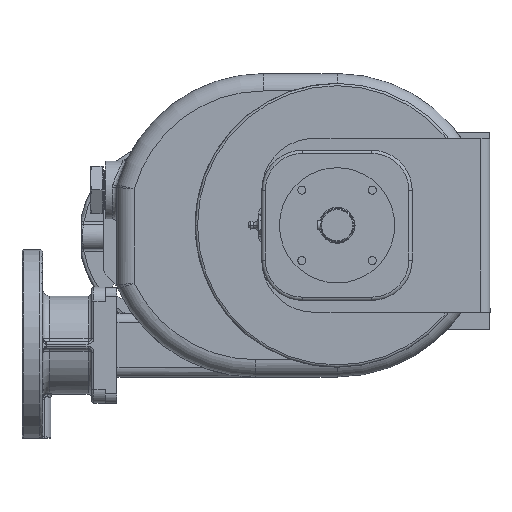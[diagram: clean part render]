
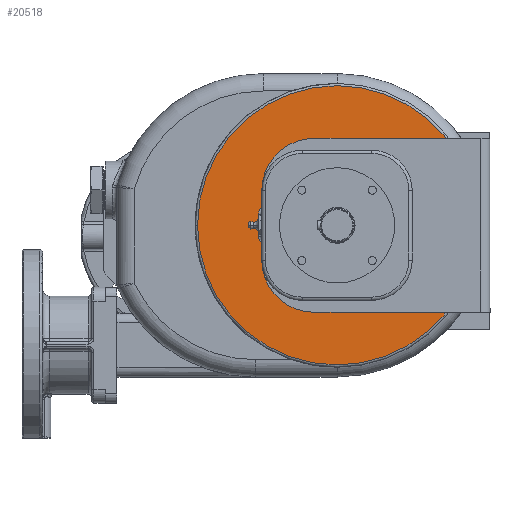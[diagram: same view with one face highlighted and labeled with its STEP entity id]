
A CAD part, left-side view. The second image highlights one B-rep face of the part: STEP entity #20518.
In plain terms, the highlighted planar face has unit normal (-1, 0, 0).
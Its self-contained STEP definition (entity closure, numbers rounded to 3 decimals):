
#2319=CARTESIAN_POINT('',(-77.5,132.,0.));
#2320=DIRECTION('',(1.,0.,0.));
#2321=DIRECTION('',(0.,1.,0.));
#2322=AXIS2_PLACEMENT_3D('',#2319,#2320,#2321);
#2324=CARTESIAN_POINT('',(-77.5,132.,0.));
#2325=DIRECTION('',(1.,0.,0.));
#2326=DIRECTION('',(0.,-1.,0.));
#2327=AXIS2_PLACEMENT_3D('',#2324,#2325,#2326);
#2329=DIRECTION('',(0.,0.,-1.));
#2330=VECTOR('',#2329,19.);
#2331=CARTESIAN_POINT('',(-77.5,200.,9.5));
#2332=LINE('',#2331,#2330);
#2333=CARTESIAN_POINT('',(-77.5,194.,-9.5));
#2334=DIRECTION('',(-1.,0.,0.));
#2335=DIRECTION('',(0.,1.,0.));
#2336=AXIS2_PLACEMENT_3D('',#2333,#2334,#2335);
#2338=DIRECTION('',(0.,-1.,0.));
#2339=VECTOR('',#2338,10.304);
#2340=CARTESIAN_POINT('',(-77.5,194.,-15.5));
#2341=LINE('',#2340,#2339);
#2342=CARTESIAN_POINT('',(-77.5,132.,0.));
#2343=DIRECTION('',(-1.,0.,0.));
#2344=DIRECTION('',(0.,0.958,-0.287));
#2345=AXIS2_PLACEMENT_3D('',#2342,#2343,#2344);
#2347=DIRECTION('',(0.,0.,-1.));
#2348=VECTOR('',#2347,8.627);
#2349=CARTESIAN_POINT('',(-77.5,140.,-53.373));
#2350=LINE('',#2349,#2348);
#2351=CARTESIAN_POINT('',(-77.5,134.,-62.));
#2352=DIRECTION('',(-1.,0.,0.));
#2353=DIRECTION('',(0.,1.,0.));
#2354=AXIS2_PLACEMENT_3D('',#2351,#2352,#2353);
#2356=DIRECTION('',(0.,-1.,0.));
#2357=VECTOR('',#2356,4.);
#2358=CARTESIAN_POINT('',(-77.5,134.,-68.));
#2359=LINE('',#2358,#2357);
#2360=CARTESIAN_POINT('',(-77.5,130.,-62.));
#2361=DIRECTION('',(-1.,0.,0.));
#2362=DIRECTION('',(0.,0.,-1.));
#2363=AXIS2_PLACEMENT_3D('',#2360,#2361,#2362);
#2365=DIRECTION('',(0.,0.,1.));
#2366=VECTOR('',#2365,8.627);
#2367=CARTESIAN_POINT('',(-77.5,124.,-62.));
#2368=LINE('',#2367,#2366);
#2369=CARTESIAN_POINT('',(-77.5,132.,0.));
#2370=DIRECTION('',(-1.,0.,0.));
#2371=DIRECTION('',(0.,-0.148,-0.989));
#2372=AXIS2_PLACEMENT_3D('',#2369,#2370,#2371);
#2374=DIRECTION('',(0.,-1.,0.));
#2375=VECTOR('',#2374,10.304);
#2376=CARTESIAN_POINT('',(-77.5,80.304,-15.5));
#2377=LINE('',#2376,#2375);
#2378=CARTESIAN_POINT('',(-77.5,70.,-9.5));
#2379=DIRECTION('',(-1.,0.,0.));
#2380=DIRECTION('',(0.,0.,-1.));
#2381=AXIS2_PLACEMENT_3D('',#2378,#2379,#2380);
#2383=DIRECTION('',(0.,0.,1.));
#2384=VECTOR('',#2383,19.);
#2385=CARTESIAN_POINT('',(-77.5,64.,-9.5));
#2386=LINE('',#2385,#2384);
#2387=CARTESIAN_POINT('',(-77.5,70.,9.5));
#2388=DIRECTION('',(-1.,0.,0.));
#2389=DIRECTION('',(0.,-1.,0.));
#2390=AXIS2_PLACEMENT_3D('',#2387,#2388,#2389);
#2392=DIRECTION('',(0.,1.,0.));
#2393=VECTOR('',#2392,10.304);
#2394=CARTESIAN_POINT('',(-77.5,70.,15.5));
#2395=LINE('',#2394,#2393);
#2396=CARTESIAN_POINT('',(-77.5,132.,0.));
#2397=DIRECTION('',(-1.,0.,0.));
#2398=DIRECTION('',(0.,-0.958,0.287));
#2399=AXIS2_PLACEMENT_3D('',#2396,#2397,#2398);
#2401=DIRECTION('',(0.,0.,1.));
#2402=VECTOR('',#2401,8.627);
#2403=CARTESIAN_POINT('',(-77.5,124.,53.373));
#2404=LINE('',#2403,#2402);
#2405=CARTESIAN_POINT('',(-77.5,130.,62.));
#2406=DIRECTION('',(-1.,0.,0.));
#2407=DIRECTION('',(0.,-1.,0.));
#2408=AXIS2_PLACEMENT_3D('',#2405,#2406,#2407);
#2410=DIRECTION('',(0.,1.,0.));
#2411=VECTOR('',#2410,4.);
#2412=CARTESIAN_POINT('',(-77.5,130.,68.));
#2413=LINE('',#2412,#2411);
#2414=CARTESIAN_POINT('',(-77.5,134.,62.));
#2415=DIRECTION('',(-1.,0.,0.));
#2416=DIRECTION('',(0.,0.,1.));
#2417=AXIS2_PLACEMENT_3D('',#2414,#2415,#2416);
#2419=DIRECTION('',(0.,0.,-1.));
#2420=VECTOR('',#2419,8.627);
#2421=CARTESIAN_POINT('',(-77.5,140.,62.));
#2422=LINE('',#2421,#2420);
#2423=CARTESIAN_POINT('',(-77.5,132.,0.));
#2424=DIRECTION('',(-1.,0.,0.));
#2425=DIRECTION('',(0.,0.148,0.989));
#2426=AXIS2_PLACEMENT_3D('',#2423,#2424,#2425);
#2428=DIRECTION('',(0.,1.,0.));
#2429=VECTOR('',#2428,10.304);
#2430=CARTESIAN_POINT('',(-77.5,183.696,15.5));
#2431=LINE('',#2430,#2429);
#2432=CARTESIAN_POINT('',(-77.5,194.,9.5));
#2433=DIRECTION('',(-1.,0.,0.));
#2434=DIRECTION('',(0.,0.,1.));
#2435=AXIS2_PLACEMENT_3D('',#2432,#2433,#2434);
#17329=CARTESIAN_POINT('',(-77.5,252.5,0.));
#17330=CARTESIAN_POINT('',(-77.5,11.5,0.));
#17331=VERTEX_POINT('',#17329);
#17332=VERTEX_POINT('',#17330);
#17399=CARTESIAN_POINT('',(-77.5,200.,9.5));
#17400=CARTESIAN_POINT('',(-77.5,200.,-9.5));
#17401=VERTEX_POINT('',#17399);
#17402=VERTEX_POINT('',#17400);
#17491=CARTESIAN_POINT('',(-77.5,64.,-9.5));
#17492=CARTESIAN_POINT('',(-77.5,64.,9.5));
#17493=VERTEX_POINT('',#17491);
#17494=VERTEX_POINT('',#17492);
#17589=CARTESIAN_POINT('',(-77.5,194.,-15.5));
#17590=VERTEX_POINT('',#17589);
#17591=CARTESIAN_POINT('',(-77.5,70.,-15.5));
#17592=VERTEX_POINT('',#17591);
#17593=CARTESIAN_POINT('',(-77.5,70.,15.5));
#17594=VERTEX_POINT('',#17593);
#17595=CARTESIAN_POINT('',(-77.5,194.,15.5));
#17596=VERTEX_POINT('',#17595);
#17597=CARTESIAN_POINT('',(-77.5,140.,-62.));
#17598=VERTEX_POINT('',#17597);
#17599=CARTESIAN_POINT('',(-77.5,134.,-68.));
#17600=VERTEX_POINT('',#17599);
#17601=CARTESIAN_POINT('',(-77.5,130.,-68.));
#17602=VERTEX_POINT('',#17601);
#17603=CARTESIAN_POINT('',(-77.5,124.,-62.));
#17604=VERTEX_POINT('',#17603);
#17605=CARTESIAN_POINT('',(-77.5,124.,62.));
#17606=VERTEX_POINT('',#17605);
#17607=CARTESIAN_POINT('',(-77.5,130.,68.));
#17608=VERTEX_POINT('',#17607);
#17609=CARTESIAN_POINT('',(-77.5,134.,68.));
#17610=VERTEX_POINT('',#17609);
#17611=CARTESIAN_POINT('',(-77.5,140.,62.));
#17612=VERTEX_POINT('',#17611);
#17617=CARTESIAN_POINT('',(-77.5,183.696,15.5));
#17618=VERTEX_POINT('',#17617);
#17623=CARTESIAN_POINT('',(-77.5,140.,53.373));
#17624=VERTEX_POINT('',#17623);
#17625=CARTESIAN_POINT('',(-77.5,124.,53.373));
#17626=VERTEX_POINT('',#17625);
#17631=CARTESIAN_POINT('',(-77.5,80.304,15.5));
#17632=VERTEX_POINT('',#17631);
#17633=CARTESIAN_POINT('',(-77.5,80.304,-15.5));
#17634=VERTEX_POINT('',#17633);
#17639=CARTESIAN_POINT('',(-77.5,124.,-53.373));
#17640=VERTEX_POINT('',#17639);
#17641=CARTESIAN_POINT('',(-77.5,140.,-53.373));
#17642=VERTEX_POINT('',#17641);
#17647=CARTESIAN_POINT('',(-77.5,183.696,-15.5));
#17648=VERTEX_POINT('',#17647);
#20458=CARTESIAN_POINT('',(-77.5,132.,0.));
#20459=DIRECTION('',(-1.,0.,0.));
#20460=DIRECTION('',(0.,1.,0.));
#20461=AXIS2_PLACEMENT_3D('',#20458,#20459,#20460);
#20462=PLANE('',#20461);
#20464=ORIENTED_EDGE('',*,*,#20463,.T.);
#20466=ORIENTED_EDGE('',*,*,#20465,.T.);
#20467=EDGE_LOOP('',(#20464,#20466));
#20468=FACE_OUTER_BOUND('',#20467,.F.);
#20470=ORIENTED_EDGE('',*,*,#20469,.T.);
#20472=ORIENTED_EDGE('',*,*,#20471,.T.);
#20474=ORIENTED_EDGE('',*,*,#20473,.T.);
#20476=ORIENTED_EDGE('',*,*,#20475,.T.);
#20478=ORIENTED_EDGE('',*,*,#20477,.T.);
#20480=ORIENTED_EDGE('',*,*,#20479,.T.);
#20482=ORIENTED_EDGE('',*,*,#20481,.T.);
#20484=ORIENTED_EDGE('',*,*,#20483,.T.);
#20486=ORIENTED_EDGE('',*,*,#20485,.T.);
#20488=ORIENTED_EDGE('',*,*,#20487,.T.);
#20490=ORIENTED_EDGE('',*,*,#20489,.T.);
#20491=ORIENTED_EDGE('',*,*,#20448,.T.);
#20493=ORIENTED_EDGE('',*,*,#20492,.T.);
#20495=ORIENTED_EDGE('',*,*,#20494,.T.);
#20497=ORIENTED_EDGE('',*,*,#20496,.T.);
#20499=ORIENTED_EDGE('',*,*,#20498,.T.);
#20501=ORIENTED_EDGE('',*,*,#20500,.T.);
#20503=ORIENTED_EDGE('',*,*,#20502,.T.);
#20505=ORIENTED_EDGE('',*,*,#20504,.T.);
#20507=ORIENTED_EDGE('',*,*,#20506,.T.);
#20509=ORIENTED_EDGE('',*,*,#20508,.T.);
#20511=ORIENTED_EDGE('',*,*,#20510,.T.);
#20513=ORIENTED_EDGE('',*,*,#20512,.T.);
#20515=ORIENTED_EDGE('',*,*,#20514,.T.);
#20516=EDGE_LOOP('',(#20470,#20472,#20474,#20476,#20478,#20480,#20482,#20484,
#20486,#20488,#20490,#20491,#20493,#20495,#20497,#20499,#20501,#20503,#20505,
#20507,#20509,#20511,#20513,#20515));
#20517=FACE_BOUND('',#20516,.F.);
#20518=ADVANCED_FACE('',(#20468,#20517),#20462,.T.);
#2323=CIRCLE('',#2322,120.5);
#2328=CIRCLE('',#2327,120.5);
#2337=CIRCLE('',#2336,6.);
#2346=CIRCLE('',#2345,53.97);
#2355=CIRCLE('',#2354,6.);
#2364=CIRCLE('',#2363,6.);
#2373=CIRCLE('',#2372,53.97);
#2382=CIRCLE('',#2381,6.);
#2391=CIRCLE('',#2390,6.);
#2400=CIRCLE('',#2399,53.97);
#2409=CIRCLE('',#2408,6.);
#2418=CIRCLE('',#2417,6.);
#2427=CIRCLE('',#2426,53.97);
#2436=CIRCLE('',#2435,6.);
#20448=EDGE_CURVE('',#17592,#17493,#2382,.T.);
#20463=EDGE_CURVE('',#17331,#17332,#2323,.T.);
#20465=EDGE_CURVE('',#17332,#17331,#2328,.T.);
#20469=EDGE_CURVE('',#17401,#17402,#2332,.T.);
#20471=EDGE_CURVE('',#17402,#17590,#2337,.T.);
#20473=EDGE_CURVE('',#17590,#17648,#2341,.T.);
#20475=EDGE_CURVE('',#17648,#17642,#2346,.T.);
#20477=EDGE_CURVE('',#17642,#17598,#2350,.T.);
#20479=EDGE_CURVE('',#17598,#17600,#2355,.T.);
#20481=EDGE_CURVE('',#17600,#17602,#2359,.T.);
#20483=EDGE_CURVE('',#17602,#17604,#2364,.T.);
#20485=EDGE_CURVE('',#17604,#17640,#2368,.T.);
#20487=EDGE_CURVE('',#17640,#17634,#2373,.T.);
#20489=EDGE_CURVE('',#17634,#17592,#2377,.T.);
#20492=EDGE_CURVE('',#17493,#17494,#2386,.T.);
#20494=EDGE_CURVE('',#17494,#17594,#2391,.T.);
#20496=EDGE_CURVE('',#17594,#17632,#2395,.T.);
#20498=EDGE_CURVE('',#17632,#17626,#2400,.T.);
#20500=EDGE_CURVE('',#17626,#17606,#2404,.T.);
#20502=EDGE_CURVE('',#17606,#17608,#2409,.T.);
#20504=EDGE_CURVE('',#17608,#17610,#2413,.T.);
#20506=EDGE_CURVE('',#17610,#17612,#2418,.T.);
#20508=EDGE_CURVE('',#17612,#17624,#2422,.T.);
#20510=EDGE_CURVE('',#17624,#17618,#2427,.T.);
#20512=EDGE_CURVE('',#17618,#17596,#2431,.T.);
#20514=EDGE_CURVE('',#17596,#17401,#2436,.T.);
